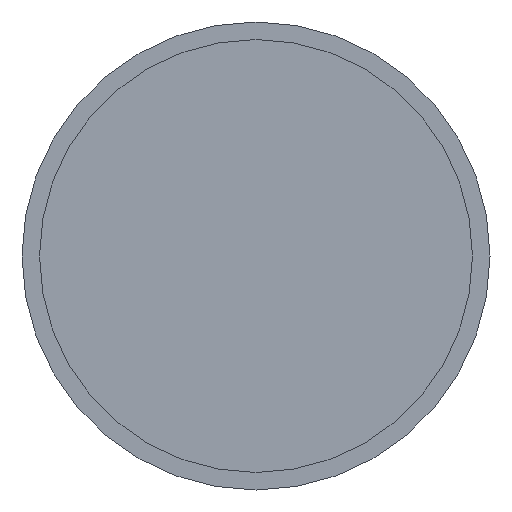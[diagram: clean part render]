
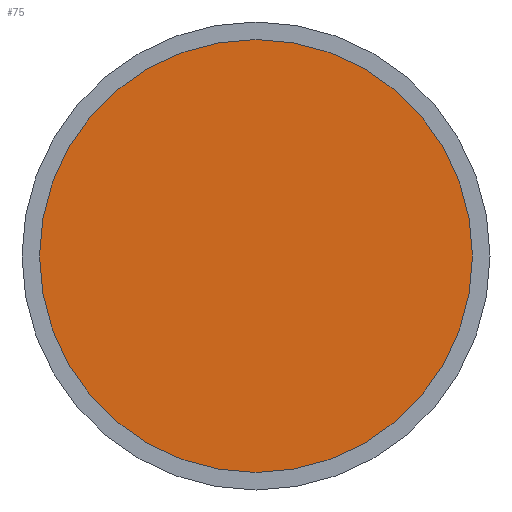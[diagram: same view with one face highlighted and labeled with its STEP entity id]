
A CAD part, front view. The second image highlights one B-rep face of the part: STEP entity #75.
In plain terms, the highlighted planar face has unit normal (0, -1, 0).
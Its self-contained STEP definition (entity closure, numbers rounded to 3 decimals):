
#75 = ADVANCED_FACE( '', ( #160 ), #161, .F. );
#160 = FACE_OUTER_BOUND( '', #283, .T. );
#161 = PLANE( '', #284 );
#283 = EDGE_LOOP( '', ( #413 ) );
#284 = AXIS2_PLACEMENT_3D( '', #414, #415, #416 );
#413 = ORIENTED_EDGE( '', *, *, #484, .T. );
#414 = CARTESIAN_POINT( '', ( 46.25, 3., 0. ) );
#415 = DIRECTION( '', ( 0., 1., 0. ) );
#416 = DIRECTION( '', ( 0., 0., 1. ) );
#484 = EDGE_CURVE( '', #550, #550, #551, .T. );
#550 = VERTEX_POINT( '', #638 );
#551 = CIRCLE( '', #639, 46.25 );
#638 = CARTESIAN_POINT( '', ( 0., 3., -46.25 ) );
#639 = AXIS2_PLACEMENT_3D( '', #716, #717, #718 );
#716 = CARTESIAN_POINT( '', ( 0., 3., 0. ) );
#717 = DIRECTION( '', ( 0., -1., 0. ) );
#718 = DIRECTION( '', ( 0., 0., -1. ) );
